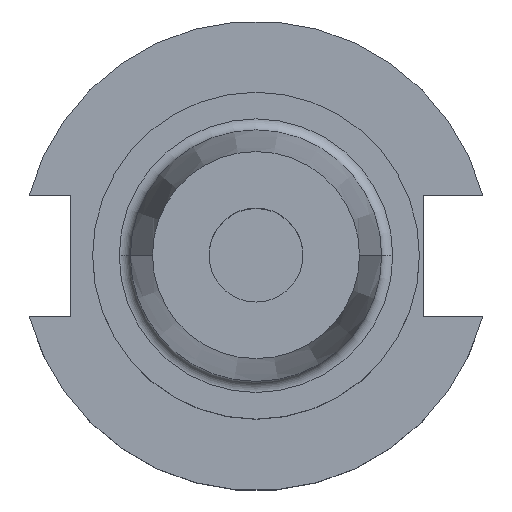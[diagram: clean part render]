
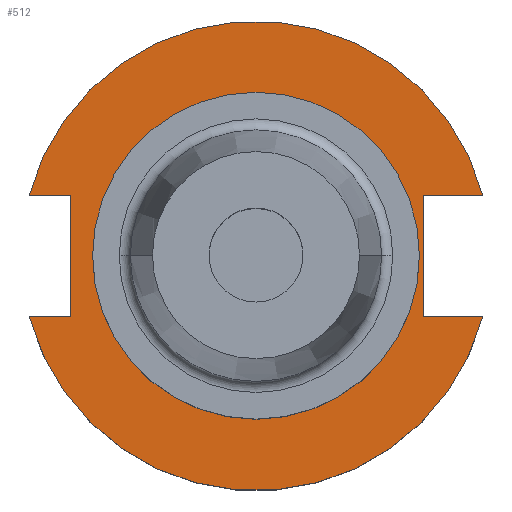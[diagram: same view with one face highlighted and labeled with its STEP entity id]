
A CAD part, top view. The second image highlights one B-rep face of the part: STEP entity #512.
In plain terms, the highlighted planar face has unit normal (0, 0, 1).
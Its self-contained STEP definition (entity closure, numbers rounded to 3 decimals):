
#72 = CARTESIAN_POINT ( 'NONE',  ( 22.1, 0., 19.05 ) ) ;
#76 = VERTEX_POINT ( 'NONE', #1182 ) ;
#82 = VERTEX_POINT ( 'NONE', #1216 ) ;
#86 = VECTOR ( 'NONE', #1111, 1000. ) ;
#98 = CARTESIAN_POINT ( 'NONE',  ( 0., 0., 19.05 ) ) ;
#110 = DIRECTION ( 'NONE',  ( 0., 0., -1. ) ) ;
#115 = ORIENTED_EDGE ( 'NONE', *, *, #360, .F. ) ;
#132 = EDGE_CURVE ( 'NONE', #499, #1380, #992, .T. ) ;
#137 = ORIENTED_EDGE ( 'NONE', *, *, #1091, .T. ) ;
#151 = VERTEX_POINT ( 'NONE', #678 ) ;
#203 = CARTESIAN_POINT ( 'NONE',  ( -61.091, -8.191, 19.05 ) ) ;
#210 = DIRECTION ( 'NONE',  ( 1., 0., 0. ) ) ;
#224 = DIRECTION ( 'NONE',  ( 1., 0., 0. ) ) ;
#273 = ORIENTED_EDGE ( 'NONE', *, *, #372, .T. ) ;
#314 = LINE ( 'NONE', #846, #86 ) ;
#317 = VECTOR ( 'NONE', #692, 1000. ) ;
#360 = EDGE_CURVE ( 'NONE', #76, #151, #1639, .T. ) ;
#372 = EDGE_CURVE ( 'NONE', #1380, #733, #623, .T. ) ;
#407 = EDGE_CURVE ( 'NONE', #1533, #1042, #538, .T. ) ;
#414 = VERTEX_POINT ( 'NONE', #1445 ) ;
#424 = ORIENTED_EDGE ( 'NONE', *, *, #132, .T. ) ;
#435 = CIRCLE ( 'NONE', #913, 22.1 ) ;
#436 = CARTESIAN_POINT ( 'NONE',  ( 0., 8.191, 19.05 ) ) ;
#437 = FACE_BOUND ( 'NONE', #1023, .T. ) ;
#466 = CARTESIAN_POINT ( 'NONE',  ( 30.675, -8.191, 19.05 ) ) ;
#480 = ORIENTED_EDGE ( 'NONE', *, *, #951, .F. ) ;
#499 = VERTEX_POINT ( 'NONE', #1432 ) ;
#512 = ADVANCED_FACE ( 'NONE', ( #437, #1419 ), #616, .F. ) ;
#529 = DIRECTION ( 'NONE',  ( 0., -1., 0. ) ) ;
#538 = LINE ( 'NONE', #1071, #876 ) ;
#550 = EDGE_LOOP ( 'NONE', ( #273, #480, #892, #1142, #137, #115, #821, #424 ) ) ;
#553 = DIRECTION ( 'NONE',  ( -1., 0., 0. ) ) ;
#557 = CARTESIAN_POINT ( 'NONE',  ( 0., 0., 19.05 ) ) ;
#596 = DIRECTION ( 'NONE',  ( 0., 0., 1. ) ) ;
#612 = CIRCLE ( 'NONE', #1356, 31.75 ) ;
#616 = PLANE ( 'NONE',  #1510 ) ;
#623 = LINE ( 'NONE', #657, #1590 ) ;
#625 = ORIENTED_EDGE ( 'NONE', *, *, #839, .F. ) ;
#644 = CIRCLE ( 'NONE', #1372, 31.75 ) ;
#657 = CARTESIAN_POINT ( 'NONE',  ( -25.091, 8.191, 19.05 ) ) ;
#678 = CARTESIAN_POINT ( 'NONE',  ( 22.606, 8.191, 19.05 ) ) ;
#684 = DIRECTION ( 'NONE',  ( 1., 0., 0. ) ) ;
#691 = DIRECTION ( 'NONE',  ( 0., 0., 1. ) ) ;
#692 = DIRECTION ( 'NONE',  ( 1., 0., 0. ) ) ;
#698 = CARTESIAN_POINT ( 'NONE',  ( -25.091, 8.191, 19.05 ) ) ;
#719 = CARTESIAN_POINT ( 'NONE',  ( -25.091, -8.191, 19.05 ) ) ;
#733 = VERTEX_POINT ( 'NONE', #719 ) ;
#743 = CARTESIAN_POINT ( 'NONE',  ( 0., 22.1, 19.05 ) ) ;
#802 = DIRECTION ( 'NONE',  ( 1., 0., 0. ) ) ;
#821 = ORIENTED_EDGE ( 'NONE', *, *, #937, .T. ) ;
#839 = EDGE_CURVE ( 'NONE', #414, #1361, #435, .T. ) ;
#846 = CARTESIAN_POINT ( 'NONE',  ( 22.606, 22.1, 19.05 ) ) ;
#876 = VECTOR ( 'NONE', #802, 1000. ) ;
#892 = ORIENTED_EDGE ( 'NONE', *, *, #995, .T. ) ;
#913 = AXIS2_PLACEMENT_3D ( 'NONE', #1463, #691, #1581 ) ;
#920 = VECTOR ( 'NONE', #210, 1000. ) ;
#937 = EDGE_CURVE ( 'NONE', #76, #499, #612, .T. ) ;
#951 = EDGE_CURVE ( 'NONE', #82, #733, #1574, .T. ) ;
#954 = VECTOR ( 'NONE', #553, 1000. ) ;
#982 = DIRECTION ( 'NONE',  ( 0., 0., 1. ) ) ;
#992 = LINE ( 'NONE', #1336, #317 ) ;
#995 = EDGE_CURVE ( 'NONE', #82, #1042, #644, .T. ) ;
#996 = DIRECTION ( 'NONE',  ( -1., 0., 0. ) ) ;
#1023 = EDGE_LOOP ( 'NONE', ( #1568, #625 ) ) ;
#1042 = VERTEX_POINT ( 'NONE', #466 ) ;
#1071 = CARTESIAN_POINT ( 'NONE',  ( 0., -8.191, 19.05 ) ) ;
#1091 = EDGE_CURVE ( 'NONE', #1533, #151, #314, .T. ) ;
#1111 = DIRECTION ( 'NONE',  ( 0., 1., 0. ) ) ;
#1142 = ORIENTED_EDGE ( 'NONE', *, *, #407, .F. ) ;
#1182 = CARTESIAN_POINT ( 'NONE',  ( 30.675, 8.191, 19.05 ) ) ;
#1216 = CARTESIAN_POINT ( 'NONE',  ( -30.675, -8.191, 19.05 ) ) ;
#1253 = EDGE_CURVE ( 'NONE', #1361, #414, #1566, .T. ) ;
#1336 = CARTESIAN_POINT ( 'NONE',  ( -61.091, 8.191, 19.05 ) ) ;
#1356 = AXIS2_PLACEMENT_3D ( 'NONE', #1366, #596, #1492 ) ;
#1361 = VERTEX_POINT ( 'NONE', #72 ) ;
#1366 = CARTESIAN_POINT ( 'NONE',  ( 0., 0., 19.05 ) ) ;
#1372 = AXIS2_PLACEMENT_3D ( 'NONE', #98, #982, #224 ) ;
#1380 = VERTEX_POINT ( 'NONE', #698 ) ;
#1419 = FACE_OUTER_BOUND ( 'NONE', #550, .T. ) ;
#1432 = CARTESIAN_POINT ( 'NONE',  ( -30.675, 8.191, 19.05 ) ) ;
#1445 = CARTESIAN_POINT ( 'NONE',  ( -22.1, 0., 19.05 ) ) ;
#1457 = DIRECTION ( 'NONE',  ( 0., 0., 1. ) ) ;
#1463 = CARTESIAN_POINT ( 'NONE',  ( 0., 0., 19.05 ) ) ;
#1492 = DIRECTION ( 'NONE',  ( 1., 0., 0. ) ) ;
#1503 = CARTESIAN_POINT ( 'NONE',  ( 22.606, -8.191, 19.05 ) ) ;
#1510 = AXIS2_PLACEMENT_3D ( 'NONE', #743, #110, #996 ) ;
#1533 = VERTEX_POINT ( 'NONE', #1503 ) ;
#1566 = CIRCLE ( 'NONE', #1572, 22.1 ) ;
#1568 = ORIENTED_EDGE ( 'NONE', *, *, #1253, .F. ) ;
#1572 = AXIS2_PLACEMENT_3D ( 'NONE', #557, #1457, #684 ) ;
#1574 = LINE ( 'NONE', #203, #920 ) ;
#1581 = DIRECTION ( 'NONE',  ( 1., 0., 0. ) ) ;
#1590 = VECTOR ( 'NONE', #529, 1000. ) ;
#1639 = LINE ( 'NONE', #436, #954 ) ;
